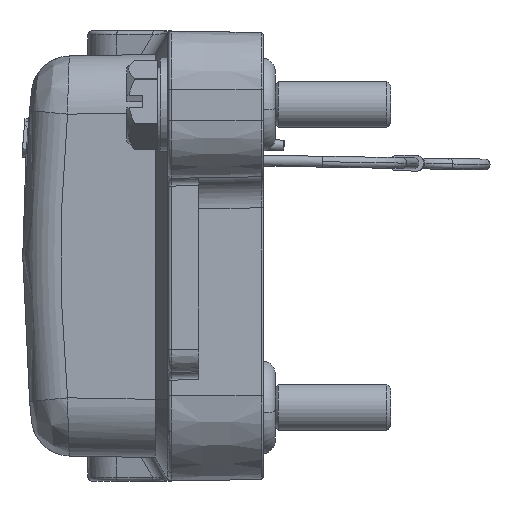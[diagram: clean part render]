
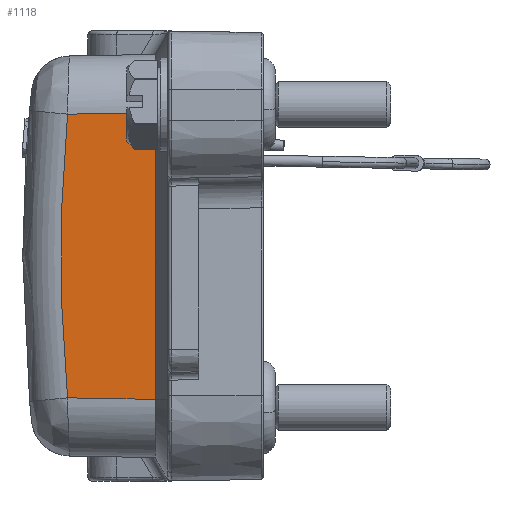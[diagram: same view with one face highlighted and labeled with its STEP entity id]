
A CAD part, left-side view. The second image highlights one B-rep face of the part: STEP entity #1118.
In plain terms, the highlighted planar face has unit normal (-1, 0.018, 0).
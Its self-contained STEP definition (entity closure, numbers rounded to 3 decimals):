
#552=CIRCLE('',#7435,194.97);
#746=PLANE('',#7442);
#1118=ADVANCED_FACE('',(#1623),#746,.T.);
#1623=FACE_OUTER_BOUND('',#2050,.T.);
#2050=EDGE_LOOP('',(#4497,#4498,#4499,#4500));
#2378=LINE('',#13388,#2668);
#2668=VECTOR('',#9088,1.);
#4497=ORIENTED_EDGE('',*,*,#5765,.F.);
#4498=ORIENTED_EDGE('',*,*,#6303,.T.);
#4499=ORIENTED_EDGE('',*,*,#6285,.T.);
#4500=ORIENTED_EDGE('',*,*,#6302,.T.);
#4992=VERTEX_POINT('',#11304);
#4993=VERTEX_POINT('',#11305);
#5305=VERTEX_POINT('',#13177);
#5309=VERTEX_POINT('',#13220);
#5765=EDGE_CURVE('',#4992,#4993,#6544,.T.);
#6285=EDGE_CURVE('',#5309,#5305,#552,.T.);
#6302=EDGE_CURVE('',#5305,#4993,#6702,.T.);
#6303=EDGE_CURVE('',#4992,#5309,#2378,.T.);
#6544=B_SPLINE_CURVE_WITH_KNOTS('',3,(#11300,#11301,#11302,#11303),
 .UNSPECIFIED.,.F.,.F.,(4,4),(0.,1.),.UNSPECIFIED.);
#6702=B_SPLINE_CURVE_WITH_KNOTS('',3,(#13383,#13384,#13385,#13386),
 .UNSPECIFIED.,.F.,.F.,(4,4),(0.,1.),.UNSPECIFIED.);
#7435=AXIS2_PLACEMENT_3D('',#13219,#9071,#9072);
#7442=AXIS2_PLACEMENT_3D('',#13389,#9089,#9090);
#9071=DIRECTION('',(-1.,0.017,0.));
#9072=DIRECTION('',(0.017,0.995,0.094));
#9088=DIRECTION('',(0.017,1.,-0.017));
#9089=DIRECTION('',(-1.,0.017,0.));
#9090=DIRECTION('',(-0.017,-1.,0.));
#11300=CARTESIAN_POINT('',(-50.971,13.933,18.473));
#11301=CARTESIAN_POINT('',(-50.971,13.933,6.158));
#11302=CARTESIAN_POINT('',(-50.971,13.933,-6.158));
#11303=CARTESIAN_POINT('',(-50.971,13.933,-18.473));
#11304=CARTESIAN_POINT('',(-50.972,13.933,18.473));
#11305=CARTESIAN_POINT('',(-50.972,13.933,-18.473));
#13177=CARTESIAN_POINT('',(-50.774,25.229,-18.275));
#13219=CARTESIAN_POINT('',(-54.162,-168.853,0.));
#13220=CARTESIAN_POINT('',(-50.774,25.229,18.275));
#13383=CARTESIAN_POINT('',(-50.774,25.229,-18.275));
#13384=CARTESIAN_POINT('',(-50.84,21.464,-18.341));
#13385=CARTESIAN_POINT('',(-50.906,17.699,-18.407));
#13386=CARTESIAN_POINT('',(-50.971,13.933,-18.473));
#13388=CARTESIAN_POINT('',(-50.972,13.933,18.473));
#13389=CARTESIAN_POINT('',(-51.,12.3,-27.922));
